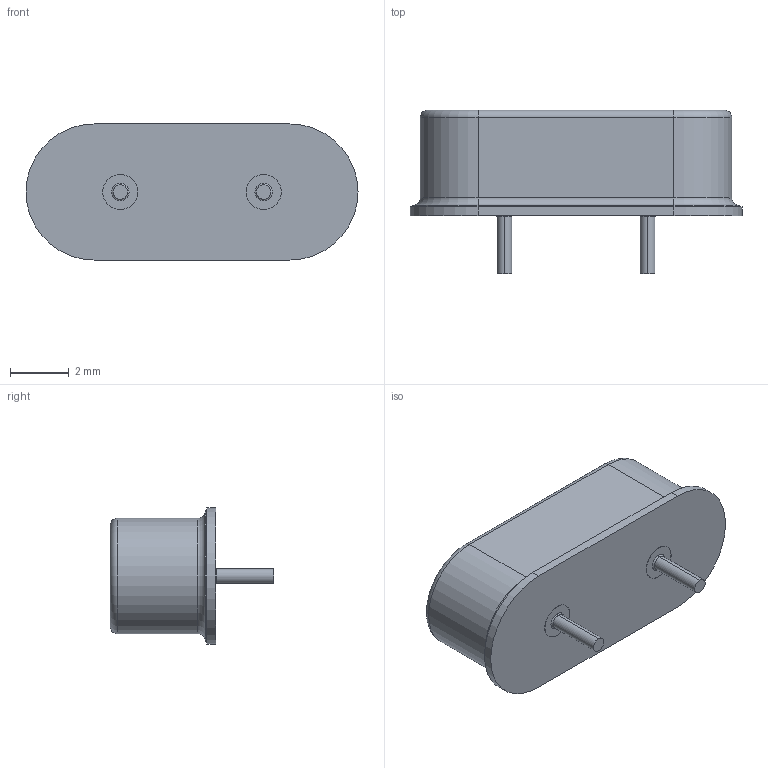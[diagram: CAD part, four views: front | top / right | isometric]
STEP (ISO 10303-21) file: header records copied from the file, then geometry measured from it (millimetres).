
FILE_DESCRIPTION (( 'STEP AP214' ), '1' );
FILE_NAME ('8CA61508-5BB3-4D00-9167-5B56AF12C6F8.STEP', '2023-11-07T21:47:07', ( '' ), ( '' ), 'SwSTEP 2.0', 'SolidWorks 2022', '' );
FILE_SCHEMA (( 'AUTOMOTIVE_DESIGN' ));
Length unit declared in the file: millimetre
Products named in the file (1): 8CA61508-5BB3-4D00-9167-5B56AF12C6F8
Bounding box: 11.35 x 5.59 x 4.65 mm (x, y, z)
Volume: 143.3 mm3; surface area: 191 mm2
Topology: 1 solids, 1 shells, 150 faces, 380 edges, 248 vertices
Faces by surface type: bspline 78, plane 46, cylinder 18, torus 8
Entity records: 9058 total; most frequent: CARTESIAN_POINT 4257, ORIENTED_EDGE 760, DIRECTION 416, EDGE_CURVE 380, VERTEX_POINT 248, VECTOR 178, LINE 178, EDGE_LOOP 166
